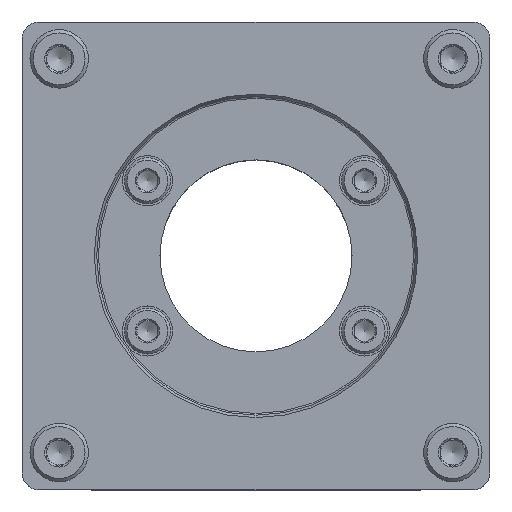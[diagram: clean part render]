
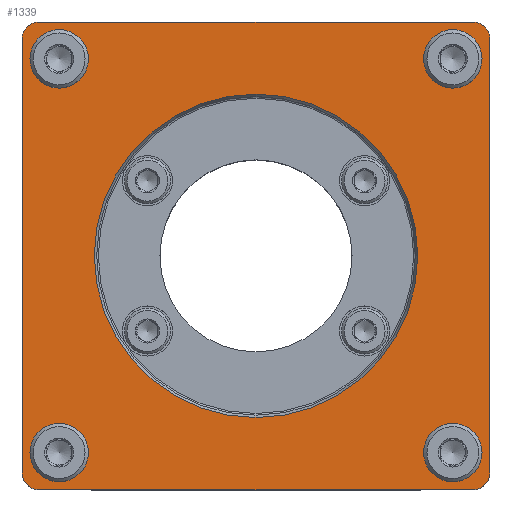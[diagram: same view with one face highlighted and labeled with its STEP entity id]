
A CAD part, top view. The second image highlights one B-rep face of the part: STEP entity #1339.
In plain terms, the highlighted face is planar.
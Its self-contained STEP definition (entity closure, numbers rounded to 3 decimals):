
#113=CIRCLE('',#1474,2.);
#115=CIRCLE('',#1477,2.);
#117=CIRCLE('',#1481,2.);
#119=CIRCLE('',#1484,2.);
#120=CIRCLE('',#1488,2.);
#121=CIRCLE('',#1489,2.);
#122=CIRCLE('',#1490,2.);
#123=CIRCLE('',#1491,2.);
#124=CIRCLE('',#1492,19.364);
#261=ORIENTED_EDGE('',*,*,#577,.F.);
#262=ORIENTED_EDGE('',*,*,#578,.F.);
#263=ORIENTED_EDGE('',*,*,#579,.F.);
#264=ORIENTED_EDGE('',*,*,#580,.F.);
#265=ORIENTED_EDGE('',*,*,#581,.T.);
#266=ORIENTED_EDGE('',*,*,#548,.F.);
#267=ORIENTED_EDGE('',*,*,#564,.F.);
#268=ORIENTED_EDGE('',*,*,#574,.F.);
#269=ORIENTED_EDGE('',*,*,#561,.F.);
#270=ORIENTED_EDGE('',*,*,#558,.F.);
#271=ORIENTED_EDGE('',*,*,#555,.F.);
#272=ORIENTED_EDGE('',*,*,#568,.F.);
#273=ORIENTED_EDGE('',*,*,#551,.F.);
#548=EDGE_CURVE('',#710,#707,#830,.T.);
#551=EDGE_CURVE('',#707,#711,#113,.T.);
#555=EDGE_CURVE('',#716,#713,#115,.T.);
#558=EDGE_CURVE('',#713,#717,#836,.T.);
#561=EDGE_CURVE('',#717,#719,#117,.T.);
#564=EDGE_CURVE('',#722,#710,#119,.T.);
#568=EDGE_CURVE('',#711,#716,#842,.T.);
#574=EDGE_CURVE('',#719,#722,#848,.T.);
#577=EDGE_CURVE('',#731,#731,#120,.T.);
#578=EDGE_CURVE('',#732,#732,#121,.T.);
#579=EDGE_CURVE('',#733,#733,#122,.T.);
#580=EDGE_CURVE('',#734,#734,#123,.T.);
#581=EDGE_CURVE('',#735,#735,#124,.T.);
#707=VERTEX_POINT('',#2134);
#710=VERTEX_POINT('',#2139);
#711=VERTEX_POINT('',#2143);
#713=VERTEX_POINT('',#2149);
#716=VERTEX_POINT('',#2154);
#717=VERTEX_POINT('',#2158);
#719=VERTEX_POINT('',#2164);
#722=VERTEX_POINT('',#2172);
#731=VERTEX_POINT('',#2198);
#732=VERTEX_POINT('',#2200);
#733=VERTEX_POINT('',#2202);
#734=VERTEX_POINT('',#2204);
#735=VERTEX_POINT('',#2206);
#830=LINE('',#2140,#894);
#836=LINE('',#2161,#900);
#842=LINE('',#2181,#906);
#848=LINE('',#2192,#912);
#894=VECTOR('',#1676,1000.);
#900=VECTOR('',#1696,1000.);
#906=VECTOR('',#1716,1000.);
#912=VECTOR('',#1724,1000.);
#963=EDGE_LOOP('',(#261));
#964=EDGE_LOOP('',(#262));
#965=EDGE_LOOP('',(#263));
#966=EDGE_LOOP('',(#264));
#967=EDGE_LOOP('',(#265));
#968=EDGE_LOOP('',(#266,#267,#268,#269,#270,#271,#272,#273));
#1125=FACE_BOUND('',#963,.T.);
#1126=FACE_BOUND('',#964,.T.);
#1127=FACE_BOUND('',#965,.T.);
#1128=FACE_BOUND('',#966,.T.);
#1129=FACE_BOUND('',#967,.T.);
#1130=FACE_BOUND('',#968,.T.);
#1289=PLANE('',#1487);
#1339=ADVANCED_FACE('',(#1125,#1126,#1127,#1128,#1129,#1130),#1289,.F.);
#1474=AXIS2_PLACEMENT_3D('',#2146,#1682,#1683);
#1477=AXIS2_PLACEMENT_3D('',#2155,#1690,#1691);
#1481=AXIS2_PLACEMENT_3D('',#2167,#1702,#1703);
#1484=AXIS2_PLACEMENT_3D('',#2173,#1709,#1710);
#1487=AXIS2_PLACEMENT_3D('',#2196,#1727,#1728);
#1488=AXIS2_PLACEMENT_3D('',#2197,#1729,#1730);
#1489=AXIS2_PLACEMENT_3D('',#2199,#1731,#1732);
#1490=AXIS2_PLACEMENT_3D('',#2201,#1733,#1734);
#1491=AXIS2_PLACEMENT_3D('',#2203,#1735,#1736);
#1492=AXIS2_PLACEMENT_3D('',#2205,#1737,#1738);
#1676=DIRECTION('',(0.,-1.,0.));
#1682=DIRECTION('',(0.,0.,1.));
#1683=DIRECTION('',(1.,0.,0.));
#1690=DIRECTION('',(0.,0.,1.));
#1691=DIRECTION('',(1.,0.,0.));
#1696=DIRECTION('',(0.,1.,0.));
#1702=DIRECTION('',(0.,0.,1.));
#1703=DIRECTION('',(1.,0.,0.));
#1709=DIRECTION('',(0.,0.,1.));
#1710=DIRECTION('',(1.,0.,0.));
#1716=DIRECTION('',(1.,0.,0.));
#1724=DIRECTION('',(-1.,0.,0.));
#1727=DIRECTION('',(0.,0.,1.));
#1728=DIRECTION('',(1.,0.,0.));
#1729=DIRECTION('',(0.,0.,-1.));
#1730=DIRECTION('',(-1.,0.,0.));
#1731=DIRECTION('',(0.,0.,-1.));
#1732=DIRECTION('',(-1.,0.,0.));
#1733=DIRECTION('',(0.,0.,-1.));
#1734=DIRECTION('',(-1.,0.,0.));
#1735=DIRECTION('',(0.,0.,-1.));
#1736=DIRECTION('',(-1.,0.,0.));
#1737=DIRECTION('',(0.,0.,1.));
#1738=DIRECTION('',(1.,0.,0.));
#2134=CARTESIAN_POINT('',(-28.,-26.,-24.5));
#2139=CARTESIAN_POINT('',(-28.,26.,-24.5));
#2140=CARTESIAN_POINT('',(-28.,26.,-24.5));
#2143=CARTESIAN_POINT('',(-26.,-28.,-24.5));
#2146=CARTESIAN_POINT('',(-26.,-26.,-24.5));
#2149=CARTESIAN_POINT('',(28.,-26.,-24.5));
#2154=CARTESIAN_POINT('',(26.,-28.,-24.5));
#2155=CARTESIAN_POINT('',(26.,-26.,-24.5));
#2158=CARTESIAN_POINT('',(28.,26.,-24.5));
#2161=CARTESIAN_POINT('',(28.,-26.,-24.5));
#2164=CARTESIAN_POINT('',(26.,28.,-24.5));
#2167=CARTESIAN_POINT('',(26.,26.,-24.5));
#2172=CARTESIAN_POINT('',(-26.,28.,-24.5));
#2173=CARTESIAN_POINT('',(-26.,26.,-24.5));
#2181=CARTESIAN_POINT('',(-26.,-28.,-24.5));
#2192=CARTESIAN_POINT('',(26.,28.,-24.5));
#2196=CARTESIAN_POINT('',(-26.,-26.,-24.5));
#2197=CARTESIAN_POINT('',(23.57,-23.57,-24.5));
#2198=CARTESIAN_POINT('',(21.57,-23.57,-24.5));
#2199=CARTESIAN_POINT('',(23.57,23.57,-24.5));
#2200=CARTESIAN_POINT('',(21.57,23.57,-24.5));
#2201=CARTESIAN_POINT('',(-23.57,-23.57,-24.5));
#2202=CARTESIAN_POINT('',(-25.57,-23.57,-24.5));
#2203=CARTESIAN_POINT('',(-23.57,23.57,-24.5));
#2204=CARTESIAN_POINT('',(-25.57,23.57,-24.5));
#2205=CARTESIAN_POINT('',(0.,0.,-24.5));
#2206=CARTESIAN_POINT('',(19.364,0.,-24.5));
